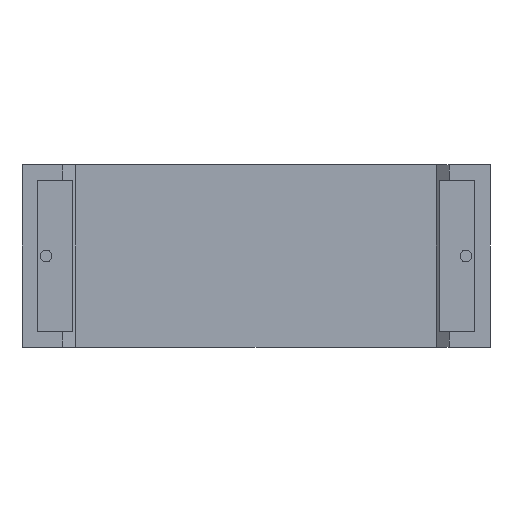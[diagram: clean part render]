
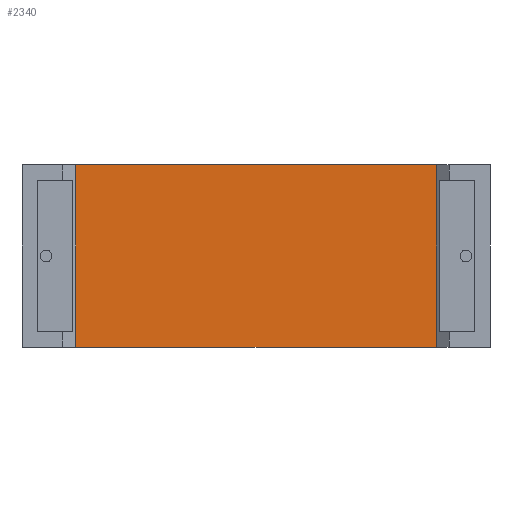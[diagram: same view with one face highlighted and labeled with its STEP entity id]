
A CAD part, front view. The second image highlights one B-rep face of the part: STEP entity #2340.
In plain terms, the highlighted planar face has unit normal (0, -1, 0).
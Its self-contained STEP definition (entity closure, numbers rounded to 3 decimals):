
#276 = ORIENTED_EDGE ( 'NONE', *, *, #1704, .T. ) ;
#299 = AXIS2_PLACEMENT_3D ( 'NONE', #2938, #1035, #339 ) ;
#321 = CARTESIAN_POINT ( 'NONE',  ( 20.9, 0.986, 16.3 ) ) ;
#339 = DIRECTION ( 'NONE',  ( -1., 0., 0. ) ) ;
#563 = ORIENTED_EDGE ( 'NONE', *, *, #2103, .F. ) ;
#598 = DIRECTION ( 'NONE',  ( 0., 0., 1. ) ) ;
#728 = CARTESIAN_POINT ( 'NONE',  ( 4.811, 0.986, 0. ) ) ;
#732 = VERTEX_POINT ( 'NONE', #1719 ) ;
#795 = VECTOR ( 'NONE', #1787, 1000. ) ;
#842 = CARTESIAN_POINT ( 'NONE',  ( 36.989, 0.986, 0. ) ) ;
#901 = CARTESIAN_POINT ( 'NONE',  ( 4.811, 0.986, 16.3 ) ) ;
#906 = ORIENTED_EDGE ( 'NONE', *, *, #2855, .F. ) ;
#919 = LINE ( 'NONE', #1141, #1469 ) ;
#1035 = DIRECTION ( 'NONE',  ( 0., 1., 0. ) ) ;
#1045 = EDGE_LOOP ( 'NONE', ( #276, #906, #563, #1814 ) ) ;
#1065 = VECTOR ( 'NONE', #2719, 1000. ) ;
#1116 = LINE ( 'NONE', #2989, #1477 ) ;
#1141 = CARTESIAN_POINT ( 'NONE',  ( 20.9, 0.986, 0. ) ) ;
#1316 = VERTEX_POINT ( 'NONE', #901 ) ;
#1358 = LINE ( 'NONE', #842, #795 ) ;
#1469 = VECTOR ( 'NONE', #1565, 1000. ) ;
#1477 = VECTOR ( 'NONE', #598, 1000. ) ;
#1495 = PLANE ( 'NONE',  #299 ) ;
#1565 = DIRECTION ( 'NONE',  ( -1., 0., 0. ) ) ;
#1704 = EDGE_CURVE ( 'NONE', #2013, #1316, #1708, .T. ) ;
#1708 = LINE ( 'NONE', #321, #1065 ) ;
#1719 = CARTESIAN_POINT ( 'NONE',  ( 36.989, 0.986, 0. ) ) ;
#1787 = DIRECTION ( 'NONE',  ( 0., 0., 1. ) ) ;
#1792 = EDGE_CURVE ( 'NONE', #732, #2013, #1358, .T. ) ;
#1814 = ORIENTED_EDGE ( 'NONE', *, *, #1792, .T. ) ;
#2013 = VERTEX_POINT ( 'NONE', #2970 ) ;
#2103 = EDGE_CURVE ( 'NONE', #732, #2214, #919, .T. ) ;
#2214 = VERTEX_POINT ( 'NONE', #728 ) ;
#2340 = ADVANCED_FACE ( 'NONE', ( #2825 ), #1495, .F. ) ;
#2719 = DIRECTION ( 'NONE',  ( -1., 0., 0. ) ) ;
#2825 = FACE_OUTER_BOUND ( 'NONE', #1045, .T. ) ;
#2855 = EDGE_CURVE ( 'NONE', #2214, #1316, #1116, .T. ) ;
#2938 = CARTESIAN_POINT ( 'NONE',  ( 20.9, 0.986, 0. ) ) ;
#2970 = CARTESIAN_POINT ( 'NONE',  ( 36.989, 0.986, 16.3 ) ) ;
#2989 = CARTESIAN_POINT ( 'NONE',  ( 4.811, 0.986, 0. ) ) ;
